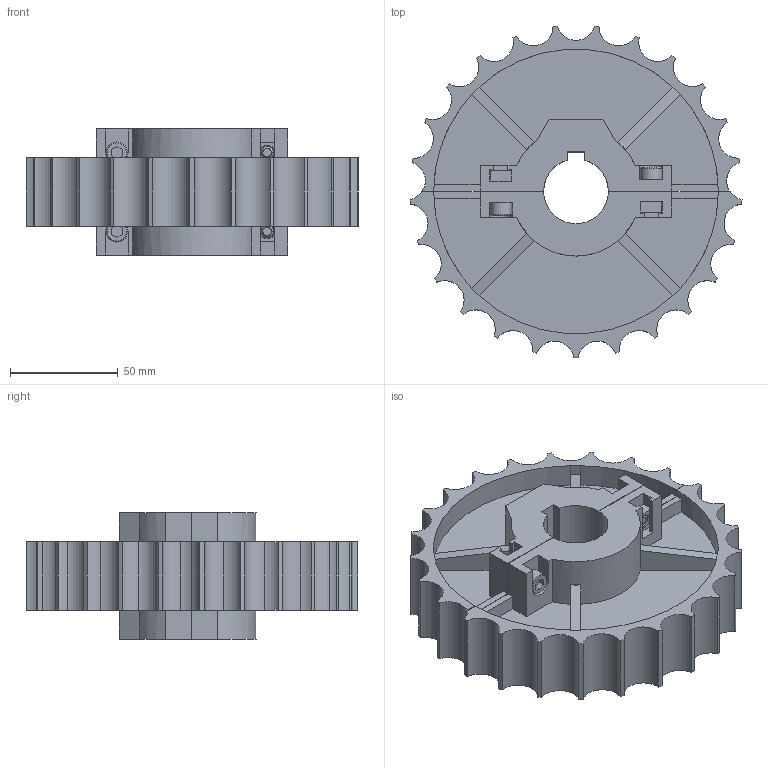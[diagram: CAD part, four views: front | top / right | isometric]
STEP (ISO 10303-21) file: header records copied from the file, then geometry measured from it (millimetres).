
FILE_DESCRIPTION (( 'STEP AP214' ), '1' );
FILE_NAME ('Rexnord-NS881 25-30.STEP', '2023-03-07T08:19:42', ( '' ), ( '' ), 'SwSTEP 2.0', 'SolidWorks 2022', '' );
FILE_SCHEMA (( 'AUTOMOTIVE_DESIGN' ));
Length unit declared in the file: millimetre
Products named in the file (4): Rexnord-NS881 25-30; Rexnord-NS881 25-30_sq nut M6; Rexnord-NS881 25-30_NS,NSX 881 SPLIT SPROCKETS AND IDLERS, INJECTION MOULDED1_NS881 25-30; Rexnord-NS881 25-30_m6X20
Assembly tree (9 placements, depth 2):
  Rexnord-NS881 25-30
    Rexnord-NS881 25-30_NS,NSX 881 SPLIT SPROCKETS AND IDLERS, INJECTION MOULDED1_NS881 25-30
    Rexnord-NS881 25-30_sq nut M6  x4
    Rexnord-NS881 25-30_m6X20  x4
Bounding box: 154.01 x 153.71 x 58.5 mm (x, y, z)
Volume: 368745.8 mm3; surface area: 100755.3 mm2
Topology: 10 solids, 10 shells, 372 faces, 968 edges, 624 vertices
Faces by surface type: plane 213, cylinder 127, cone 32
Entity records: 9217 total; most frequent: DIRECTION 1614, CARTESIAN_POINT 1574, ORIENTED_EDGE 1552, EDGE_CURVE 776, AXIS2_PLACEMENT_3D 544, VECTOR 526, LINE 526, VERTEX_POINT 504
